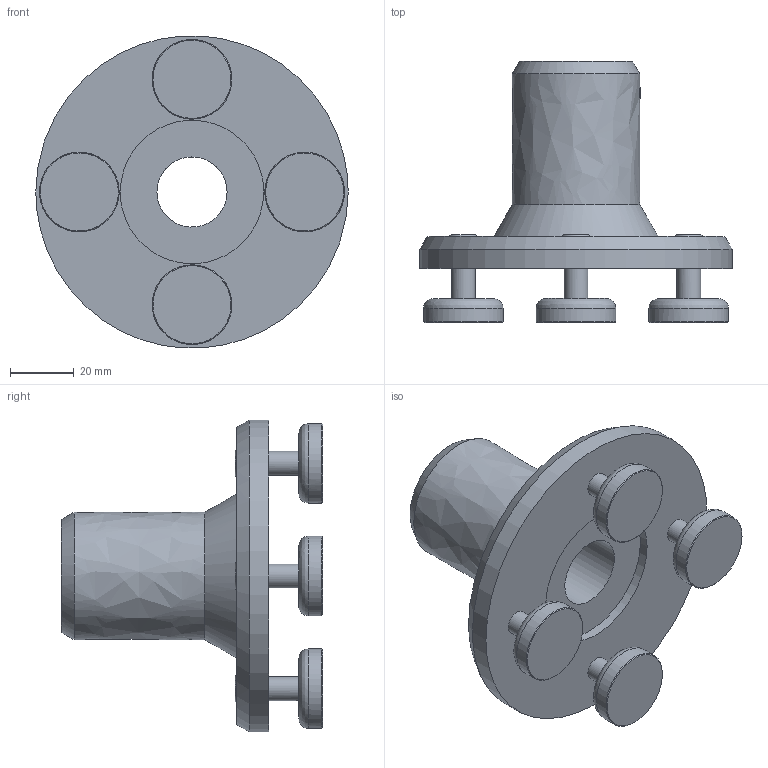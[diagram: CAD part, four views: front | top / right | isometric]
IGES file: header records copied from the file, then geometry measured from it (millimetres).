
Global section: file name: SBT-MMF-M30; native system: Autodesk Inventor 2025; preprocessor: unknown; author: sa; organization: di-soric GmbH & Co. KG; date: 20250812.142558; units: millimetre
Bounding box: 98 x 82 x 97.83 mm (x, y, z)
Volume: 124941.8 mm3; surface area: 39206 mm2
Topology: 14 solids, 14 shells, 156 faces, 391 edges, 275 vertices
Faces by surface type: bspline 156
